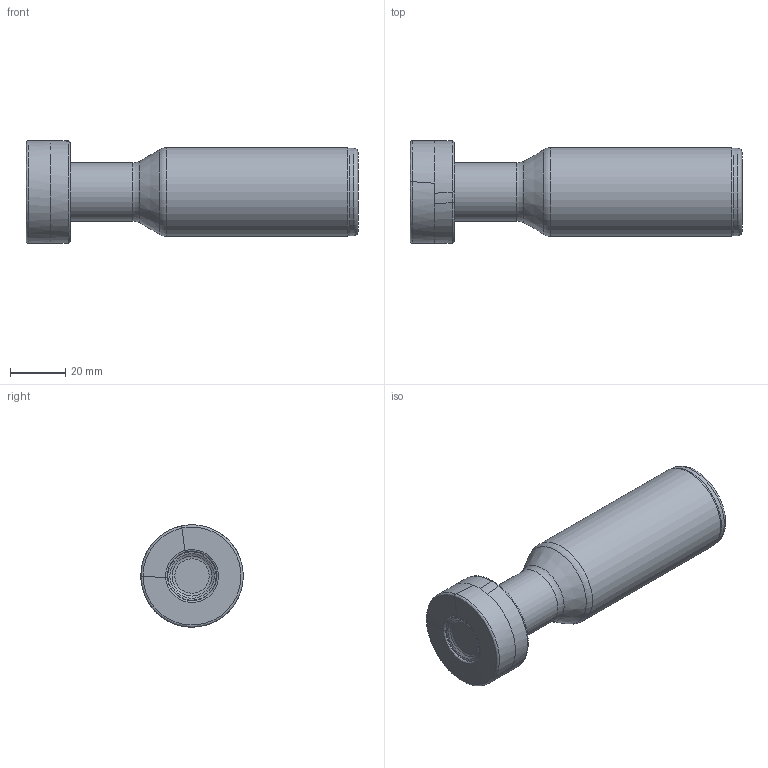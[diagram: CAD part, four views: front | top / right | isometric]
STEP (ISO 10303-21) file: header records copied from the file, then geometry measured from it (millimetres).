
FILE_DESCRIPTION(/* description */ (''),/* implementation_level */ '2;1');
FILE_NAME(/* name */ 'ATSM90-SPGT0904-D37X16-W32-L120-Z04-H.stp',/* time_stamp */ '2023-10-02T16:27:01+03:00',/* author */ (''),/* organization */ (''),/* preprocessor_version */ 'ST-DEVELOPER v19.4',/* originating_system */ 'SIEMENS PLM Software NX2306.5001',/* authorisation */ '');
FILE_SCHEMA (('AUTOMOTIVE_DESIGN { 1 0 10303 214 3 1 1 1 }'));
Length unit declared in the file: millimetre
Products named in the file (1): ATSM90-SPGT0904-D37X16-W32-L120-Z04-H-LIGHT_x_t_objects
Bounding box: 120 x 36.99 x 37 mm (x, y, z)
Volume: 97802.7 mm3; surface area: 17783.3 mm2
Topology: 2 solids, 2 shells, 40 faces, 79 edges, 43 vertices
Faces by surface type: bspline 22, torus 7, plane 4, cylinder 4, cone 3
Full cylindrical faces by diameter (mm): 21 x1, 31.5 x1, 32 x1, 35.3 x1
Entity records: 1240 total; most frequent: CARTESIAN_POINT 529, DIRECTION 136, ORIENTED_EDGE 130, AXIS2_PLACEMENT_3D 66, EDGE_CURVE 65, EDGE_LOOP 56, CIRCLE 47, VERTEX_POINT 43
